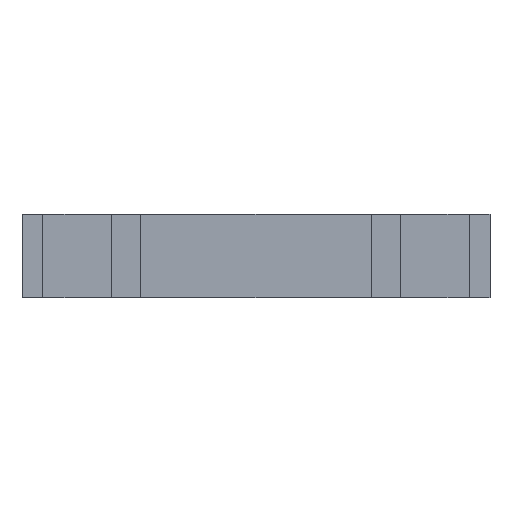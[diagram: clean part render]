
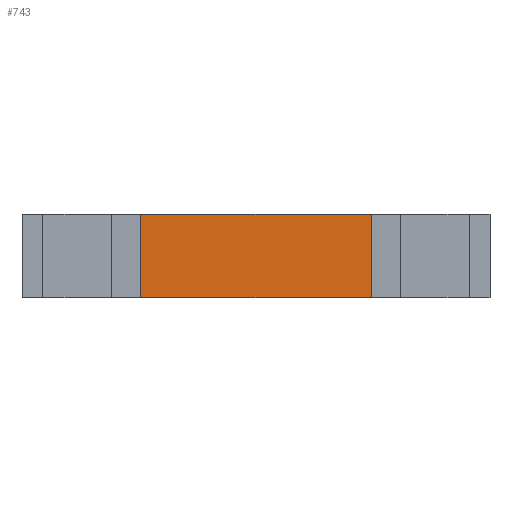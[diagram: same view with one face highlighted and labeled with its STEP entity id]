
A CAD part, front view. The second image highlights one B-rep face of the part: STEP entity #743.
In plain terms, the highlighted planar face has unit normal (0, -1, 0).
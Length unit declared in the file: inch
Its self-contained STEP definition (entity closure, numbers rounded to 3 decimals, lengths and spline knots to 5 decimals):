
#43 = DIRECTION ( 'NONE',  ( 1., 0., 0. ) ) ;
#54 = DIRECTION ( 'NONE',  ( 1., 0., 0. ) ) ;
#66 = CARTESIAN_POINT ( 'NONE',  ( 0.0437, -0.0689, 0. ) ) ;
#82 = AXIS2_PLACEMENT_3D ( 'NONE', #656, #278, #209 ) ;
#99 = LINE ( 'NONE', #721, #885 ) ;
#105 = VECTOR ( 'NONE', #54, 39.37008 ) ;
#170 = EDGE_LOOP ( 'NONE', ( #466, #632, #853, #741 ) ) ;
#185 = EDGE_CURVE ( 'NONE', #929, #239, #492, .T. ) ;
#197 = EDGE_CURVE ( 'NONE', #386, #412, #99, .T. ) ;
#209 = DIRECTION ( 'NONE',  ( 0., 0., -1. ) ) ;
#239 = VERTEX_POINT ( 'NONE', #870 ) ;
#254 = EDGE_CURVE ( 'NONE', #929, #386, #506, .T. ) ;
#263 = DIRECTION ( 'NONE',  ( 0., 0., 1. ) ) ;
#278 = DIRECTION ( 'NONE',  ( 0., -1., 0. ) ) ;
#294 = EDGE_CURVE ( 'NONE', #239, #412, #744, .T. ) ;
#356 = PLANE ( 'NONE',  #82 ) ;
#362 = CARTESIAN_POINT ( 'NONE',  ( -0.0437, -0.0689, 0. ) ) ;
#386 = VERTEX_POINT ( 'NONE', #66 ) ;
#412 = VERTEX_POINT ( 'NONE', #1012 ) ;
#416 = DIRECTION ( 'NONE',  ( 0., 0., 1. ) ) ;
#466 = ORIENTED_EDGE ( 'NONE', *, *, #254, .T. ) ;
#492 = LINE ( 'NONE', #894, #748 ) ;
#506 = LINE ( 'NONE', #362, #105 ) ;
#571 = VECTOR ( 'NONE', #43, 39.37008 ) ;
#632 = ORIENTED_EDGE ( 'NONE', *, *, #197, .T. ) ;
#656 = CARTESIAN_POINT ( 'NONE',  ( -0.0437, -0.0689, 0. ) ) ;
#721 = CARTESIAN_POINT ( 'NONE',  ( 0.0437, -0.0689, 0. ) ) ;
#741 = ORIENTED_EDGE ( 'NONE', *, *, #185, .F. ) ;
#743 = ADVANCED_FACE ( 'NONE', ( #747 ), #356, .T. ) ;
#744 = LINE ( 'NONE', #909, #571 ) ;
#747 = FACE_OUTER_BOUND ( 'NONE', #170, .T. ) ;
#748 = VECTOR ( 'NONE', #263, 39.37008 ) ;
#837 = CARTESIAN_POINT ( 'NONE',  ( -0.0437, -0.0689, 0. ) ) ;
#853 = ORIENTED_EDGE ( 'NONE', *, *, #294, .F. ) ;
#870 = CARTESIAN_POINT ( 'NONE',  ( -0.0437, -0.0689, 0.0315 ) ) ;
#885 = VECTOR ( 'NONE', #416, 39.37008 ) ;
#894 = CARTESIAN_POINT ( 'NONE',  ( -0.0437, -0.0689, 0. ) ) ;
#909 = CARTESIAN_POINT ( 'NONE',  ( -0.0437, -0.0689, 0.0315 ) ) ;
#929 = VERTEX_POINT ( 'NONE', #837 ) ;
#1012 = CARTESIAN_POINT ( 'NONE',  ( 0.0437, -0.0689, 0.0315 ) ) ;
